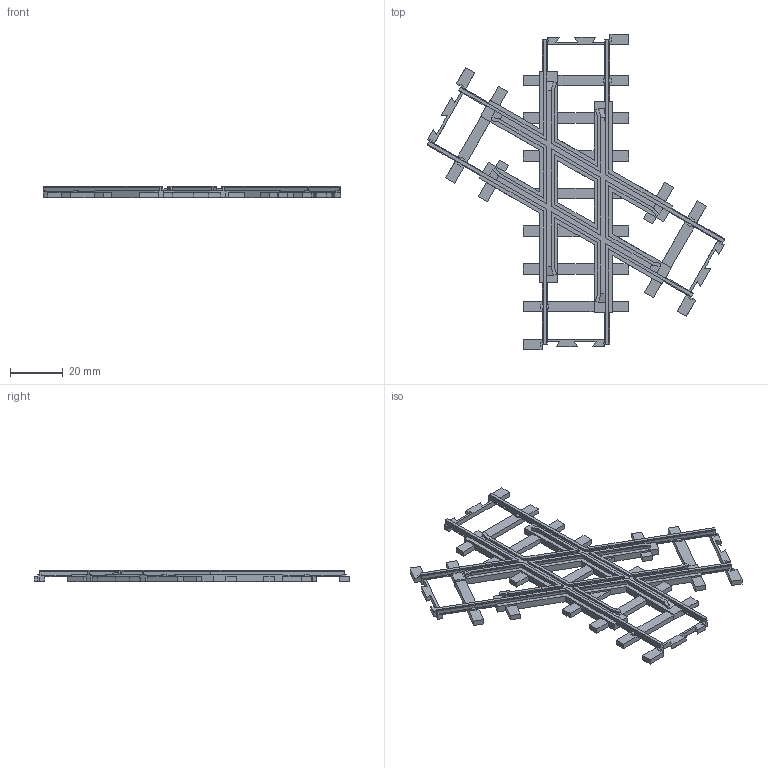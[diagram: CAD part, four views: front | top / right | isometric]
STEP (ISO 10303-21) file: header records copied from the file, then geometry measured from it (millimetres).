
FILE_DESCRIPTION(/* description */ (''),/* implementation_level */ '2;1');
FILE_NAME(/* name */ 'Track Crossover 30Deg.step',/* time_stamp */ '2023-02-02T19:50:22+05:30',/* author */ (''),/* organization */ (''),/* preprocessor_version */ 'ST-DEVELOPER v19.2',/* originating_system */ 'Autodesk Translation Framework v11.17.0.187',/* authorisation */ '');
FILE_SCHEMA (('AUTOMOTIVE_DESIGN { 1 0 10303 214 3 1 1 }'));
Length unit declared in the file: millimetre
Products named in the file (3): Track Crossover 30Deg; Track Joint Parametric v2; Join 2
Assembly tree (2 placements, depth 3):
  Track Crossover 30Deg
    Track Joint Parametric v2
      Join 2
Bounding box: 112.66 x 119.47 x 4.4 mm (x, y, z)
Volume: 9616.6 mm3; surface area: 12963.5 mm2
Topology: 1 solids, 1 shells, 613 faces, 1810 edges, 1181 vertices
Faces by surface type: plane 581, cylinder 32
Entity records: 20105 total; most frequent: ORIENTED_EDGE 3620, CARTESIAN_POINT 3609, DIRECTION 3110, EDGE_CURVE 1810, LINE 1746, VECTOR 1746, VERTEX_POINT 1181, AXIS2_PLACEMENT_3D 682
